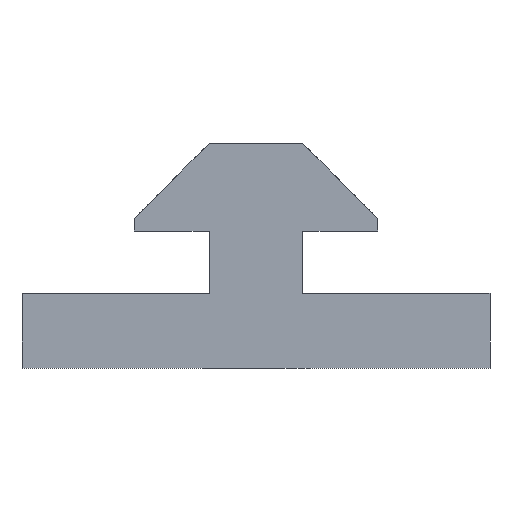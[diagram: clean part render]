
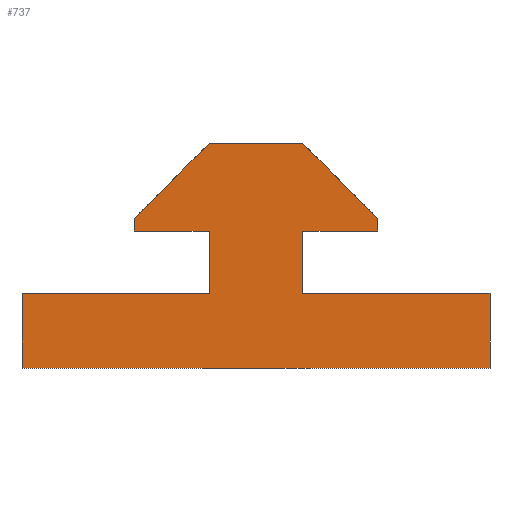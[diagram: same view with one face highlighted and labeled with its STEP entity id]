
A CAD part, front view. The second image highlights one B-rep face of the part: STEP entity #737.
In plain terms, the highlighted planar face has unit normal (0, -1, 0).
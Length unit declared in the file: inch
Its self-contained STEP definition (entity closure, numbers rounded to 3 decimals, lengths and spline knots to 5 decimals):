
#322=CARTESIAN_POINT('',(-0.15,0.0,0.44));
#323=VERTEX_POINT('',#322);
#330=CARTESIAN_POINT('',(-0.39,0.0,0.44));
#331=VERTEX_POINT('',#330);
#332=CARTESIAN_POINT('',(-0.15,0.0,0.44));
#333=DIRECTION('',(-1.0,0.0,0.0));
#334=VECTOR('',#333,0.24);
#335=LINE('',#332,#334);
#336=EDGE_CURVE('',#323,#331,#335,.T.);
#369=CARTESIAN_POINT('',(-0.15,0.0,0.24));
#370=VERTEX_POINT('',#369);
#377=CARTESIAN_POINT('',(-0.15,0.,0.24));
#378=DIRECTION('',(0.0,0.0,1.0));
#379=VECTOR('',#378,0.2);
#380=LINE('',#377,#379);
#381=EDGE_CURVE('',#370,#323,#380,.T.);
#410=CARTESIAN_POINT('',(0.39,0.0,0.44));
#411=VERTEX_POINT('',#410);
#418=CARTESIAN_POINT('',(0.15,0.0,0.44));
#419=VERTEX_POINT('',#418);
#420=CARTESIAN_POINT('',(0.39,0.0,0.44));
#421=DIRECTION('',(-1.0,0.0,0.0));
#422=VECTOR('',#421,0.24);
#423=LINE('',#420,#422);
#424=EDGE_CURVE('',#411,#419,#423,.T.);
#482=CARTESIAN_POINT('',(-0.75,0.0,0.24));
#483=VERTEX_POINT('',#482);
#490=CARTESIAN_POINT('',(-0.75,0.0,0.24));
#491=DIRECTION('',(1.0,0.0,0.0));
#492=VECTOR('',#491,0.6);
#493=LINE('',#490,#492);
#494=EDGE_CURVE('',#483,#370,#493,.T.);
#507=CARTESIAN_POINT('',(0.15,0.0,0.24));
#508=VERTEX_POINT('',#507);
#515=CARTESIAN_POINT('',(0.75,0.0,0.24));
#516=VERTEX_POINT('',#515);
#517=CARTESIAN_POINT('',(0.15,0.0,0.24));
#518=DIRECTION('',(1.0,0.0,0.0));
#519=VECTOR('',#518,0.6);
#520=LINE('',#517,#519);
#521=EDGE_CURVE('',#508,#516,#520,.T.);
#546=CARTESIAN_POINT('',(0.75,0.0,0.));
#547=VERTEX_POINT('',#546);
#548=CARTESIAN_POINT('',(-0.75,0.0,0.));
#549=VERTEX_POINT('',#548);
#550=CARTESIAN_POINT('',(0.75,0.0,0.));
#551=DIRECTION('',(-1.0,0.0,0.0));
#552=VECTOR('',#551,1.5);
#553=LINE('',#550,#552);
#554=EDGE_CURVE('',#547,#549,#553,.T.);
#590=CARTESIAN_POINT('',(0.75,0.,0.24));
#591=DIRECTION('',(0.0,0.0,-1.0));
#592=VECTOR('',#591,0.24);
#593=LINE('',#590,#592);
#594=EDGE_CURVE('',#516,#547,#593,.T.);
#612=CARTESIAN_POINT('',(-0.75,0.,0.));
#613=DIRECTION('',(0.0,0.0,1.0));
#614=VECTOR('',#613,0.24);
#615=LINE('',#612,#614);
#616=EDGE_CURVE('',#549,#483,#615,.T.);
#636=CARTESIAN_POINT('',(0.15,0.,0.44));
#637=DIRECTION('',(0.0,0.0,-1.0));
#638=VECTOR('',#637,0.2);
#639=LINE('',#636,#638);
#640=EDGE_CURVE('',#419,#508,#639,.T.);
#683=CARTESIAN_POINT('',(-0.75,0.0,0.02));
#684=DIRECTION('',(0.0,1.0,0.0));
#685=DIRECTION('',(0.0,0.0,1.0));
#686=AXIS2_PLACEMENT_3D('',#683,#684,#685);
#687=PLANE('',#686);
#688=ORIENTED_EDGE('',*,*,#424,.F.);
#689=CARTESIAN_POINT('',(0.39,0.0,0.48));
#690=VERTEX_POINT('',#689);
#691=CARTESIAN_POINT('',(0.39,0.,0.48));
#692=DIRECTION('',(0.0,0.0,-1.0));
#693=VECTOR('',#692,0.04);
#694=LINE('',#691,#693);
#695=EDGE_CURVE('',#690,#411,#694,.T.);
#696=ORIENTED_EDGE('',*,*,#695,.F.);
#697=CARTESIAN_POINT('',(0.15,0.0,0.72));
#698=VERTEX_POINT('',#697);
#699=CARTESIAN_POINT('',(0.15,0.,0.72));
#700=DIRECTION('',(0.707,0.,-0.707));
#701=VECTOR('',#700,0.33941);
#702=LINE('',#699,#701);
#703=EDGE_CURVE('',#698,#690,#702,.T.);
#704=ORIENTED_EDGE('',*,*,#703,.F.);
#705=CARTESIAN_POINT('',(-0.15,0.0,0.72));
#706=VERTEX_POINT('',#705);
#707=CARTESIAN_POINT('',(-0.15,0.,0.72));
#708=DIRECTION('',(1.0,0.0,0.0));
#709=VECTOR('',#708,0.3);
#710=LINE('',#707,#709);
#711=EDGE_CURVE('',#706,#698,#710,.T.);
#712=ORIENTED_EDGE('',*,*,#711,.F.);
#713=CARTESIAN_POINT('',(-0.39,0.0,0.48));
#714=VERTEX_POINT('',#713);
#715=CARTESIAN_POINT('',(-0.39,0.,0.48));
#716=DIRECTION('',(0.707,0.,0.707));
#717=VECTOR('',#716,0.33941);
#718=LINE('',#715,#717);
#719=EDGE_CURVE('',#714,#706,#718,.T.);
#720=ORIENTED_EDGE('',*,*,#719,.F.);
#721=CARTESIAN_POINT('',(-0.39,0.,0.44));
#722=DIRECTION('',(0.0,0.0,1.0));
#723=VECTOR('',#722,0.04);
#724=LINE('',#721,#723);
#725=EDGE_CURVE('',#331,#714,#724,.T.);
#726=ORIENTED_EDGE('',*,*,#725,.F.);
#727=ORIENTED_EDGE('',*,*,#336,.F.);
#728=ORIENTED_EDGE('',*,*,#381,.F.);
#729=ORIENTED_EDGE('',*,*,#494,.F.);
#730=ORIENTED_EDGE('',*,*,#616,.F.);
#731=ORIENTED_EDGE('',*,*,#554,.F.);
#732=ORIENTED_EDGE('',*,*,#594,.F.);
#733=ORIENTED_EDGE('',*,*,#521,.F.);
#734=ORIENTED_EDGE('',*,*,#640,.F.);
#735=EDGE_LOOP('',(#688,#696,#704,#712,#720,#726,#727,#728,#729,#730,#731,#732,#733,#734));
#736=FACE_OUTER_BOUND('',#735,.T.);
#737=ADVANCED_FACE('',(#736),#687,.F.);
